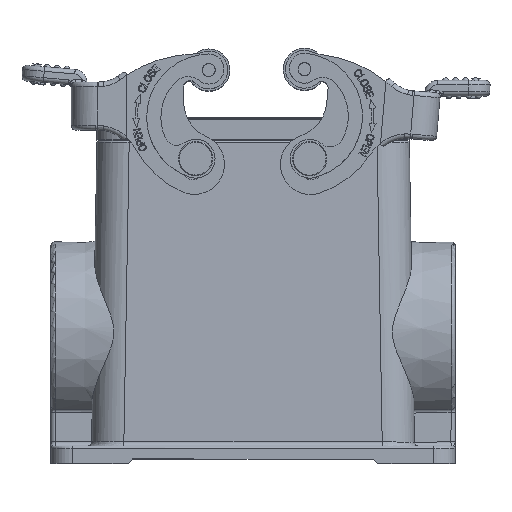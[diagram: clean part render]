
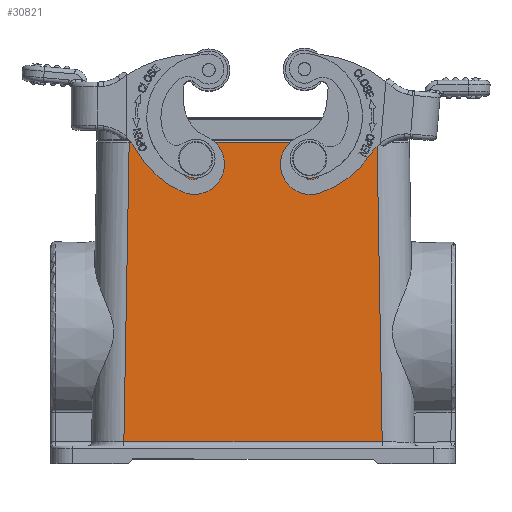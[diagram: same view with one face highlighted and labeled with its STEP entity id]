
A CAD part, top view. The second image highlights one B-rep face of the part: STEP entity #30821.
In plain terms, the highlighted planar face has unit normal (0, 0.018, 1).
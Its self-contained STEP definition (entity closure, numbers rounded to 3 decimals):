
#3804=DIRECTION('',(0.017,-1.,0.017));
#3805=VECTOR('',#3804,69.547);
#3806=CARTESIAN_POINT('',(75.819,51.712,49.758));
#3807=LINE('',#3806,#3805);
#3808=DIRECTION('',(0.018,1.,-0.017));
#3809=VECTOR('',#3808,69.547);
#3810=CARTESIAN_POINT('',(16.964,-17.796,50.971));
#3811=LINE('',#3810,#3809);
#3812=CARTESIAN_POINT('',(31.341,48.014,49.823));
#3813=CARTESIAN_POINT('',(31.337,47.782,49.827));
#3814=CARTESIAN_POINT('',(31.395,47.339,49.834));
#3815=CARTESIAN_POINT('',(31.67,46.717,49.845));
#3816=CARTESIAN_POINT('',(32.108,46.204,49.854));
#3817=CARTESIAN_POINT('',(32.676,45.834,49.861));
#3818=CARTESIAN_POINT('',(33.326,45.641,49.864));
#3819=CARTESIAN_POINT('',(34.002,45.641,49.864));
#3820=CARTESIAN_POINT('',(34.653,45.834,49.861));
#3821=CARTESIAN_POINT('',(35.22,46.204,49.854));
#3822=CARTESIAN_POINT('',(35.658,46.717,49.845));
#3823=CARTESIAN_POINT('',(35.933,47.34,49.834));
#3824=CARTESIAN_POINT('',(35.992,47.782,49.827));
#3825=CARTESIAN_POINT('',(35.988,48.014,49.823));
#3827=CARTESIAN_POINT('',(35.988,48.014,49.823));
#3828=CARTESIAN_POINT('',(35.984,48.22,49.819));
#3829=CARTESIAN_POINT('',(35.925,48.614,49.812));
#3830=CARTESIAN_POINT('',(35.685,49.174,49.802));
#3831=CARTESIAN_POINT('',(35.311,49.649,49.794));
#3832=CARTESIAN_POINT('',(34.829,50.014,49.788));
#3833=CARTESIAN_POINT('',(34.266,50.245,49.784));
#3834=CARTESIAN_POINT('',(33.87,50.297,49.783));
#3835=CARTESIAN_POINT('',(33.664,50.297,49.783));
#3837=CARTESIAN_POINT('',(33.664,50.297,49.783));
#3838=CARTESIAN_POINT('',(33.459,50.297,49.783));
#3839=CARTESIAN_POINT('',(33.063,50.245,49.784));
#3840=CARTESIAN_POINT('',(32.499,50.014,49.788));
#3841=CARTESIAN_POINT('',(32.017,49.649,49.794));
#3842=CARTESIAN_POINT('',(31.644,49.174,49.802));
#3843=CARTESIAN_POINT('',(31.404,48.614,49.812));
#3844=CARTESIAN_POINT('',(31.345,48.22,49.819));
#3845=CARTESIAN_POINT('',(31.341,48.014,49.823));
#3847=CARTESIAN_POINT('',(57.903,48.213,49.819));
#3848=CARTESIAN_POINT('',(57.879,47.987,49.823));
#3849=CARTESIAN_POINT('',(57.898,47.55,49.831));
#3850=CARTESIAN_POINT('',(58.113,46.92,49.842));
#3851=CARTESIAN_POINT('',(58.496,46.382,49.851));
#3852=CARTESIAN_POINT('',(59.017,45.973,49.858));
#3853=CARTESIAN_POINT('',(59.635,45.729,49.862));
#3854=CARTESIAN_POINT('',(60.294,45.671,49.863));
#3855=CARTESIAN_POINT('',(60.945,45.804,49.861));
#3856=CARTESIAN_POINT('',(61.53,46.116,49.856));
#3857=CARTESIAN_POINT('',(62.001,46.579,49.847));
#3858=CARTESIAN_POINT('',(62.322,47.162,49.837));
#3859=CARTESIAN_POINT('',(62.417,47.588,49.83));
#3860=CARTESIAN_POINT('',(62.433,47.815,49.826));
#3862=CARTESIAN_POINT('',(62.433,47.815,49.826));
#3863=CARTESIAN_POINT('',(62.447,48.01,49.822));
#3864=CARTESIAN_POINT('',(62.426,48.388,49.816));
#3865=CARTESIAN_POINT('',(62.264,48.911,49.807));
#3866=CARTESIAN_POINT('',(62.068,49.234,49.801));
#3867=CARTESIAN_POINT('',(61.946,49.388,49.798));
#3869=CARTESIAN_POINT('',(58.384,49.389,49.798));
#3870=CARTESIAN_POINT('',(58.292,49.274,49.8));
#3871=CARTESIAN_POINT('',(58.135,49.033,49.805));
#3872=CARTESIAN_POINT('',(57.975,48.641,49.812));
#3873=CARTESIAN_POINT('',(57.918,48.359,49.816));
#3874=CARTESIAN_POINT('',(57.903,48.213,49.819));
#6513=DIRECTION('',(-1.,0.,0.));
#6514=VECTOR('',#6513,57.619);
#6515=CARTESIAN_POINT('',(75.819,51.712,49.758));
#6516=LINE('',#6515,#6514);
#7079=CARTESIAN_POINT('',(60.304,49.482,49.798));
#7080=CARTESIAN_POINT('',(60.358,49.48,49.798));
#7081=CARTESIAN_POINT('',(60.465,49.471,49.797));
#7082=CARTESIAN_POINT('',(60.624,49.44,49.798));
#7083=CARTESIAN_POINT('',(60.727,49.407,49.798));
#7084=CARTESIAN_POINT('',(60.777,49.388,49.798));
#7173=DIRECTION('',(1.,0.,0.));
#7174=VECTOR('',#7173,1.247);
#7175=CARTESIAN_POINT('',(58.384,49.389,49.798));
#7176=LINE('',#7175,#7174);
#7177=CARTESIAN_POINT('',(59.631,49.389,49.798));
#7178=CARTESIAN_POINT('',(59.703,49.417,49.798));
#7179=CARTESIAN_POINT('',(59.849,49.461,49.798));
#7180=CARTESIAN_POINT('',(60.074,49.492,49.799));
#7181=CARTESIAN_POINT('',(60.227,49.489,49.798));
#7182=CARTESIAN_POINT('',(60.304,49.482,49.798));
#7194=DIRECTION('',(1.,0.,0.));
#7195=VECTOR('',#7194,1.169);
#7196=CARTESIAN_POINT('',(60.777,49.388,49.798));
#7197=LINE('',#7196,#7195);
#15540=DIRECTION('',(1.,0.,0.));
#15541=VECTOR('',#15540,60.047);
#15542=CARTESIAN_POINT('',(16.964,-17.796,
50.971));
#15543=LINE('',#15542,#15541);
#20816=CARTESIAN_POINT('',(16.964,-17.796,
50.971));
#20817=CARTESIAN_POINT('',(18.199,51.73,49.758));
#20818=VERTEX_POINT('',#20816);
#20819=VERTEX_POINT('',#20817);
#20824=CARTESIAN_POINT('',(75.819,51.712,49.758));
#20825=CARTESIAN_POINT('',(77.01,-17.815,
50.971));
#20826=VERTEX_POINT('',#20824);
#20827=VERTEX_POINT('',#20825);
#20828=VERTEX_POINT('',#3812);
#20829=VERTEX_POINT('',#3825);
#20830=VERTEX_POINT('',#3835);
#20831=VERTEX_POINT('',#3847);
#20832=VERTEX_POINT('',#3860);
#20833=VERTEX_POINT('',#3867);
#20834=CARTESIAN_POINT('',(60.777,49.388,49.798));
#20835=VERTEX_POINT('',#20834);
#20836=VERTEX_POINT('',#7079);
#20837=VERTEX_POINT('',#7177);
#20838=CARTESIAN_POINT('',(58.384,49.389,49.798));
#20839=VERTEX_POINT('',#20838);
#30783=CARTESIAN_POINT('',(46.998,16.958,50.365));
#30784=DIRECTION('',(0.,0.017,1.));
#30785=DIRECTION('',(0.,-1.,0.017));
#30786=AXIS2_PLACEMENT_3D('',#30783,#30784,#30785);
#30787=PLANE('',#30786);
#30789=ORIENTED_EDGE('',*,*,#30788,.T.);
#30791=ORIENTED_EDGE('',*,*,#30790,.F.);
#30792=ORIENTED_EDGE('',*,*,#30767,.T.);
#30794=ORIENTED_EDGE('',*,*,#30793,.F.);
#30795=EDGE_LOOP('',(#30789,#30791,#30792,#30794));
#30796=FACE_OUTER_BOUND('',#30795,.F.);
#30798=ORIENTED_EDGE('',*,*,#30797,.T.);
#30800=ORIENTED_EDGE('',*,*,#30799,.T.);
#30802=ORIENTED_EDGE('',*,*,#30801,.T.);
#30803=EDGE_LOOP('',(#30798,#30800,#30802));
#30804=FACE_BOUND('',#30803,.F.);
#30806=ORIENTED_EDGE('',*,*,#30805,.T.);
#30808=ORIENTED_EDGE('',*,*,#30807,.T.);
#30810=ORIENTED_EDGE('',*,*,#30809,.F.);
#30812=ORIENTED_EDGE('',*,*,#30811,.F.);
#30814=ORIENTED_EDGE('',*,*,#30813,.F.);
#30816=ORIENTED_EDGE('',*,*,#30815,.F.);
#30818=ORIENTED_EDGE('',*,*,#30817,.T.);
#30819=EDGE_LOOP('',(#30806,#30808,#30810,#30812,#30814,#30816,#30818));
#30820=FACE_BOUND('',#30819,.F.);
#3826=B_SPLINE_CURVE_WITH_KNOTS('',3,(#3812,#3813,#3814,#3815,#3816,#3817,#3818,
#3819,#3820,#3821,#3822,#3823,#3824,#3825),.UNSPECIFIED.,.F.,.F.,(4,1,1,1,1,1,1,
1,1,1,1,4),(0.,0.091,0.182,0.273,
0.364,0.455,0.545,0.636,
0.727,0.818,0.909,1.),.UNSPECIFIED.);
#3836=B_SPLINE_CURVE_WITH_KNOTS('',3,(#3827,#3828,#3829,#3830,#3831,#3832,#3833,
#3834,#3835),.UNSPECIFIED.,.F.,.F.,(4,1,1,1,1,1,4),(0.,0.167,
0.333,0.5,0.667,0.833,1.),
.UNSPECIFIED.);
#3846=B_SPLINE_CURVE_WITH_KNOTS('',3,(#3837,#3838,#3839,#3840,#3841,#3842,#3843,
#3844,#3845),.UNSPECIFIED.,.F.,.F.,(4,1,1,1,1,1,4),(0.,0.167,
0.333,0.5,0.667,0.833,1.),
.UNSPECIFIED.);
#3861=B_SPLINE_CURVE_WITH_KNOTS('',3,(#3847,#3848,#3849,#3850,#3851,#3852,#3853,
#3854,#3855,#3856,#3857,#3858,#3859,#3860),.UNSPECIFIED.,.F.,.F.,(4,1,1,1,1,1,1,
1,1,1,1,4),(0.,0.091,0.182,0.273,
0.364,0.455,0.545,0.636,
0.727,0.818,0.909,1.),.UNSPECIFIED.);
#3868=B_SPLINE_CURVE_WITH_KNOTS('',3,(#3862,#3863,#3864,#3865,#3866,#3867),
.UNSPECIFIED.,.F.,.F.,(4,1,1,4),(0.,0.333,0.667,1.),
.UNSPECIFIED.);
#3875=B_SPLINE_CURVE_WITH_KNOTS('',3,(#3869,#3870,#3871,#3872,#3873,#3874),
.UNSPECIFIED.,.F.,.F.,(4,1,1,4),(0.,0.333,0.667,1.),
.UNSPECIFIED.);
#7085=B_SPLINE_CURVE_WITH_KNOTS('',3,(#7079,#7080,#7081,#7082,#7083,#7084),
.UNSPECIFIED.,.F.,.F.,(4,1,1,4),(0.,0.333,0.667,1.),
.UNSPECIFIED.);
#7183=B_SPLINE_CURVE_WITH_KNOTS('',3,(#7177,#7178,#7179,#7180,#7181,#7182),
.UNSPECIFIED.,.F.,.F.,(4,1,1,4),(0.,0.333,0.667,1.),
.UNSPECIFIED.);
#30767=EDGE_CURVE('',#20818,#20819,#3811,.T.);
#30788=EDGE_CURVE('',#20826,#20827,#3807,.T.);
#30790=EDGE_CURVE('',#20818,#20827,#15543,.T.);
#30793=EDGE_CURVE('',#20826,#20819,#6516,.T.);
#30797=EDGE_CURVE('',#20828,#20829,#3826,.T.);
#30799=EDGE_CURVE('',#20829,#20830,#3836,.T.);
#30801=EDGE_CURVE('',#20830,#20828,#3846,.T.);
#30805=EDGE_CURVE('',#20831,#20832,#3861,.T.);
#30807=EDGE_CURVE('',#20832,#20833,#3868,.T.);
#30809=EDGE_CURVE('',#20835,#20833,#7197,.T.);
#30811=EDGE_CURVE('',#20836,#20835,#7085,.T.);
#30813=EDGE_CURVE('',#20837,#20836,#7183,.T.);
#30815=EDGE_CURVE('',#20839,#20837,#7176,.T.);
#30817=EDGE_CURVE('',#20839,#20831,#3875,.T.);
#30821=ADVANCED_FACE('',(#30796,#30804,#30820),#30787,.T.);
